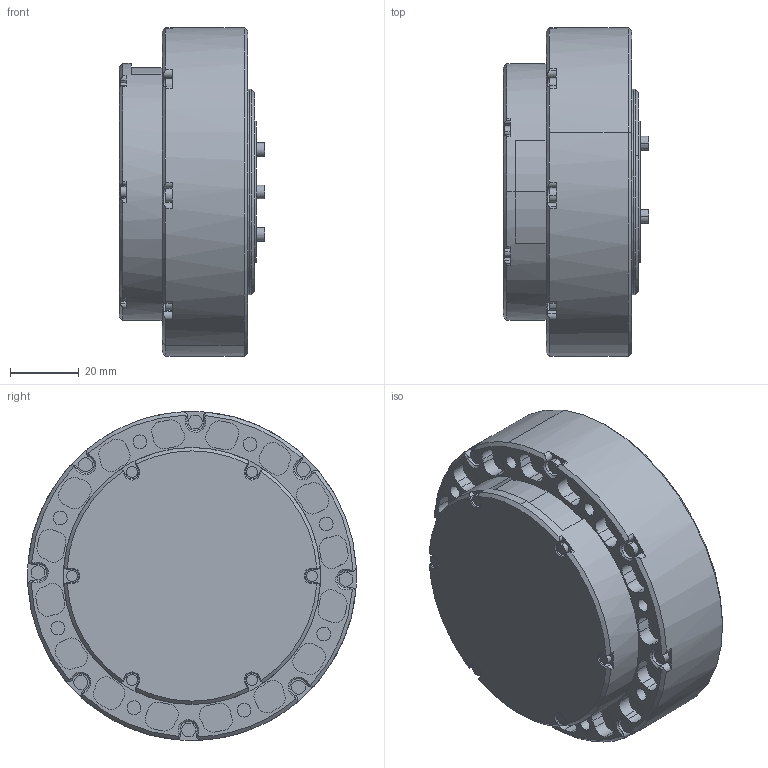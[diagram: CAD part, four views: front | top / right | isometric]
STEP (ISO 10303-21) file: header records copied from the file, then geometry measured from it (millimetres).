
FILE_DESCRIPTION (( 'STEP AP214' ), '1' );
FILE_NAME ('MIT装配V2改进实心缺口后盖.STEP', '2019-11-22T04:09:38', ( '' ), ( '' ), 'SwSTEP 2.0', 'SolidWorks 2016', '' );
FILE_SCHEMA (( 'AUTOMOTIVE_DESIGN' ));
Length unit declared in the file: millimetre
Products named in the file (1): MIT装配V2改进实心缺口后盖
Bounding box: 42.5 x 96 x 96 mm (x, y, z)
Volume: 229236.7 mm3; surface area: 39488.2 mm2
Topology: 5 solids, 27 shells, 783 faces, 1856 edges, 1184 vertices
Faces by surface type: cylinder 412, plane 207, cone 164
Entity records: 31475 total; most frequent: DIRECTION 4340, CARTESIAN_POINT 4267, ORIENTED_EDGE 3712, EDGE_CURVE 1856, AXIS2_PLACEMENT_3D 1809, VERTEX_POINT 1184, CIRCLE 1025, EDGE_LOOP 840
